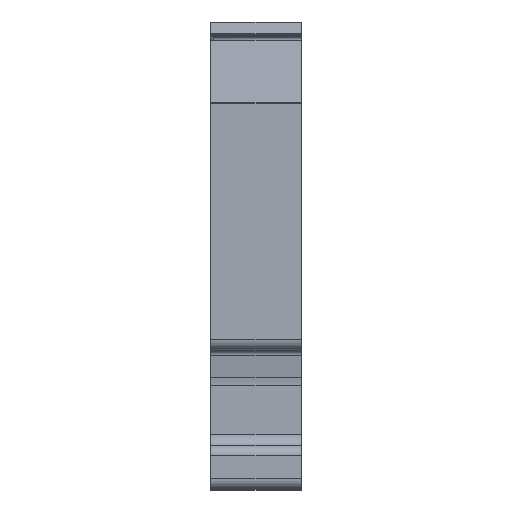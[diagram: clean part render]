
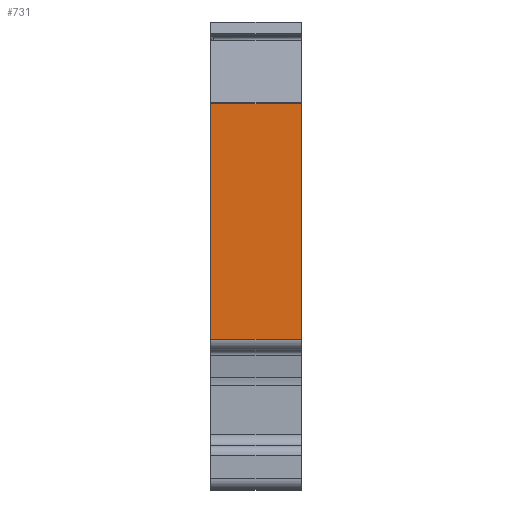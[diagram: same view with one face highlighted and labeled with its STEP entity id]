
A CAD part, left-side view. The second image highlights one B-rep face of the part: STEP entity #731.
In plain terms, the highlighted planar face has unit normal (-1, 0, 0).
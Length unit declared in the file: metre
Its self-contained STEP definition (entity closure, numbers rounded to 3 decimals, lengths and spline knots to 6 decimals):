
#731 = ADVANCED_FACE( '', ( #1577 ), #1578, .T. );
#1577 = FACE_OUTER_BOUND( '', #2538, .T. );
#1578 = PLANE( '', #2539 );
#2538 = EDGE_LOOP( '', ( #4668, #4669, #4670, #4671 ) );
#2539 = AXIS2_PLACEMENT_3D( '', #4672, #4673, #4674 );
#4668 = ORIENTED_EDGE( '', *, *, #6769, .T. );
#4669 = ORIENTED_EDGE( '', *, *, #6812, .F. );
#4670 = ORIENTED_EDGE( '', *, *, #6813, .T. );
#4671 = ORIENTED_EDGE( '', *, *, #6814, .F. );
#4672 = CARTESIAN_POINT( '', ( -0.04545, 0., 0.015345 ) );
#4673 = DIRECTION( '', ( -1., 0., 0. ) );
#4674 = DIRECTION( '', ( 0., 0., 1. ) );
#6769 = EDGE_CURVE( '', #8481, #8479, #8482, .T. );
#6812 = EDGE_CURVE( '', #8538, #8479, #8539, .T. );
#6813 = EDGE_CURVE( '', #8538, #8540, #8541, .T. );
#6814 = EDGE_CURVE( '', #8481, #8540, #8542, .T. );
#8479 = VERTEX_POINT( '', #10822 );
#8481 = VERTEX_POINT( '', #10825 );
#8482 = LINE( '', #10826, #10827 );
#8538 = VERTEX_POINT( '', #10909 );
#8539 = LINE( '', #10910, #10911 );
#8540 = VERTEX_POINT( '', #10912 );
#8541 = LINE( '', #10913, #10914 );
#8542 = LINE( '', #10915, #10916 );
#10822 = CARTESIAN_POINT( '', ( -0.04545, 0.00815, 0.015345 ) );
#10825 = CARTESIAN_POINT( '', ( -0.04545, 0., 0.015345 ) );
#10826 = CARTESIAN_POINT( '', ( -0.04545, 0., 0.015345 ) );
#10827 = VECTOR( '', #12256, 1. );
#10909 = CARTESIAN_POINT( '', ( -0.04545, 0.00815, -0.0059 ) );
#10910 = CARTESIAN_POINT( '', ( -0.04545, 0.00815, -0.0195 ) );
#10911 = VECTOR( '', #12295, 1. );
#10912 = CARTESIAN_POINT( '', ( -0.04545, 0., -0.0059 ) );
#10913 = CARTESIAN_POINT( '', ( -0.04545, 0., -0.0059 ) );
#10914 = VECTOR( '', #12296, 1. );
#10915 = CARTESIAN_POINT( '', ( -0.04545, 0., -0.0195 ) );
#10916 = VECTOR( '', #12297, 1. );
#12256 = DIRECTION( '', ( 0., 1., 0. ) );
#12295 = DIRECTION( '', ( 0., 0., 1. ) );
#12296 = DIRECTION( '', ( 0., -1., 0. ) );
#12297 = DIRECTION( '', ( 0., 0., -1. ) );
